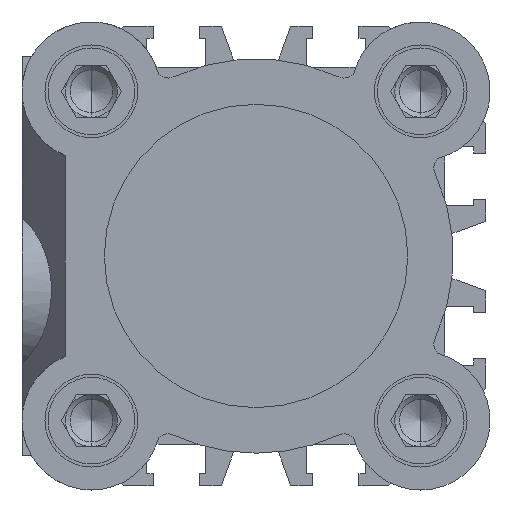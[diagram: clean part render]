
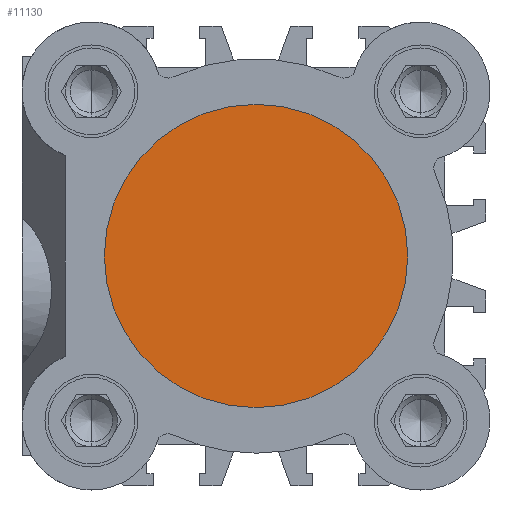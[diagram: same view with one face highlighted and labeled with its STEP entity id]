
A CAD part, left-side view. The second image highlights one B-rep face of the part: STEP entity #11130.
In plain terms, the highlighted face is planar.
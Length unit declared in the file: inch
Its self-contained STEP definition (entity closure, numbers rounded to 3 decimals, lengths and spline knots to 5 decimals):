
#287 = DIRECTION ( 'NONE',  ( -1., 0., 0. ) ) ;
#1118 = DIRECTION ( 'NONE',  ( -1., 0., 0. ) ) ;
#1335 = CARTESIAN_POINT ( 'NONE',  ( 0.15748, 0., -0.68898 ) ) ;
#2866 = ORIENTED_EDGE ( 'NONE', *, *, #6156, .F. ) ;
#2931 = DIRECTION ( 'NONE',  ( 0., 0., 1. ) ) ;
#3191 = CIRCLE ( 'NONE', #11093, 0.68898 ) ;
#4030 = FACE_OUTER_BOUND ( 'NONE', #6067, .T. ) ;
#6067 = EDGE_LOOP ( 'NONE', ( #11963, #2866 ) ) ;
#6156 = EDGE_CURVE ( 'NONE', #8142, #7252, #3191, .T. ) ;
#6336 = CARTESIAN_POINT ( 'NONE',  ( 0.15748, 0., 0. ) ) ;
#6970 = PLANE ( 'NONE',  #9052 ) ;
#7160 = CARTESIAN_POINT ( 'NONE',  ( 0.15748, 0., 0. ) ) ;
#7252 = VERTEX_POINT ( 'NONE', #8817 ) ;
#7336 = DIRECTION ( 'NONE',  ( 0., 0., 1. ) ) ;
#7954 = CARTESIAN_POINT ( 'NONE',  ( 0.15748, 0.68898, 0. ) ) ;
#7972 = EDGE_CURVE ( 'NONE', #7252, #8142, #9304, .T. ) ;
#8142 = VERTEX_POINT ( 'NONE', #1335 ) ;
#8148 = DIRECTION ( 'NONE',  ( 0., 0., 1. ) ) ;
#8817 = CARTESIAN_POINT ( 'NONE',  ( 0.15748, 0., 0.68898 ) ) ;
#8966 = DIRECTION ( 'NONE',  ( -1., 0., 0. ) ) ;
#9052 = AXIS2_PLACEMENT_3D ( 'NONE', #7954, #8966, #2931 ) ;
#9304 = CIRCLE ( 'NONE', #9331, 0.68898 ) ;
#9331 = AXIS2_PLACEMENT_3D ( 'NONE', #7160, #1118, #8148 ) ;
#11093 = AXIS2_PLACEMENT_3D ( 'NONE', #6336, #287, #7336 ) ;
#11130 = ADVANCED_FACE ( 'NONE', ( #4030 ), #6970, .F. ) ;
#11963 = ORIENTED_EDGE ( 'NONE', *, *, #7972, .F. ) ;
